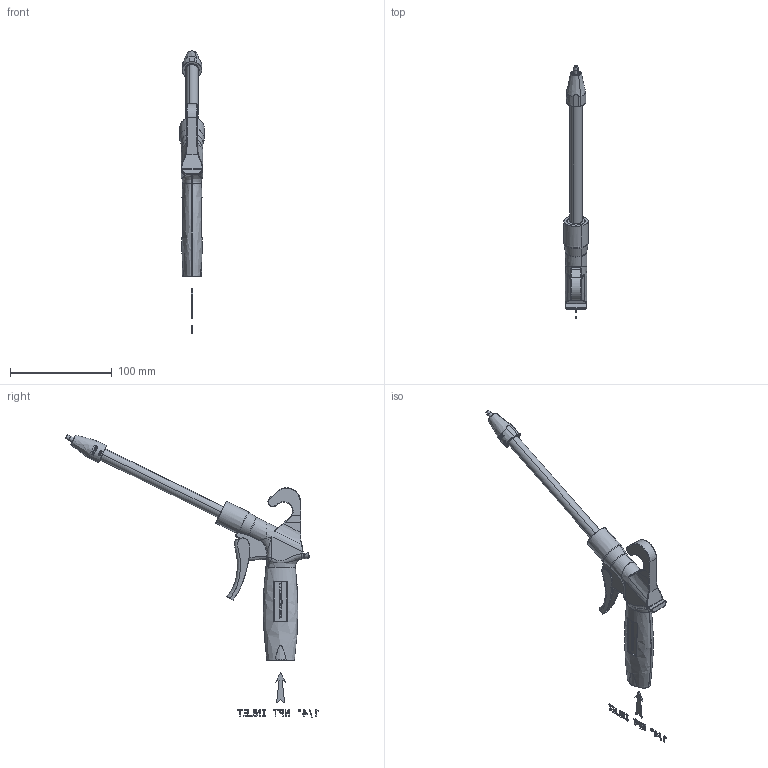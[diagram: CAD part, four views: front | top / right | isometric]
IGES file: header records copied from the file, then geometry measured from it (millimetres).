
Start section: SolidWorks IGES file using analytic representation for surfaces
Global section: file name: Safety Gun with 47010.CATProduct.IGS; native system: SolidWorks 2017; preprocessor: SolidWorks 2017; author: Chirag Shah; date: 190128.125908; units: millimetre
Bounding box: 24 x 248.97 x 277.87 mm (x, y, z)
Surface area: 36914.2 mm2 (no closed solid volume)
Topology: 0 solids, 0 shells, 6307 faces, 39099 edges, 39084 vertices
Faces by surface type: bspline 6220, revolution 87
